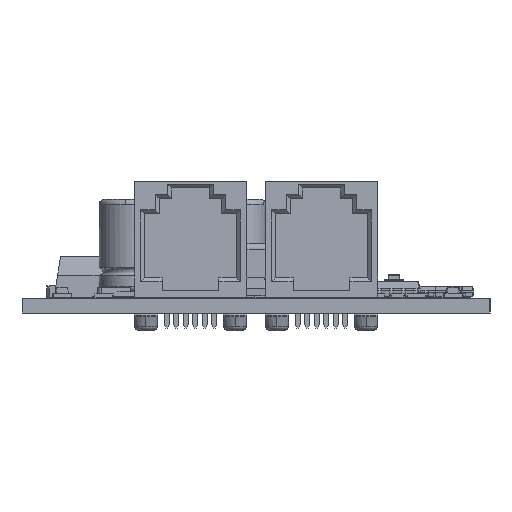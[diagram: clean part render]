
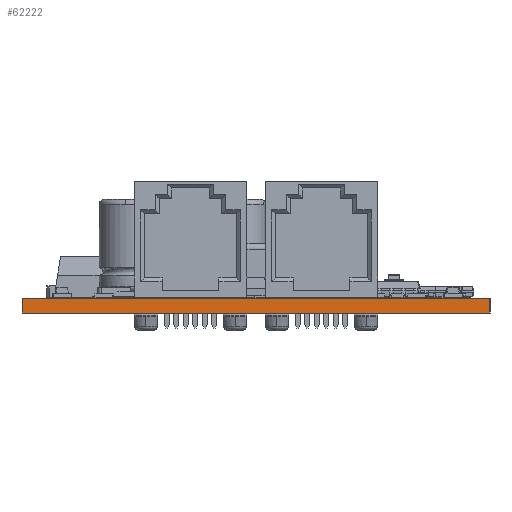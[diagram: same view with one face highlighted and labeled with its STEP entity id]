
A CAD part, left-side view. The second image highlights one B-rep face of the part: STEP entity #62222.
In plain terms, the highlighted planar face has unit normal (-1, 0, 0).
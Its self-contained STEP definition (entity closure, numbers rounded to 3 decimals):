
#62041 = PLANE('',#62042);
#62042 = AXIS2_PLACEMENT_3D('',#62043,#62044,#62045);
#62043 = CARTESIAN_POINT('',(155.,-120.,0.));
#62044 = DIRECTION('',(0.,-1.,0.));
#62045 = DIRECTION('',(-1.,0.,0.));
#62066 = VERTEX_POINT('',#62067);
#62067 = CARTESIAN_POINT('',(30.,-120.,1.58));
#62081 = PLANE('',#62082);
#62082 = AXIS2_PLACEMENT_3D('',#62083,#62084,#62085);
#62083 = CARTESIAN_POINT('',(92.5,-95.,1.58));
#62084 = DIRECTION('',(-0.,-0.,-1.));
#62085 = DIRECTION('',(-1.,0.,0.));
#62093 = EDGE_CURVE('',#62094,#62066,#62096,.T.);
#62094 = VERTEX_POINT('',#62095);
#62095 = CARTESIAN_POINT('',(30.,-120.,0.));
#62096 = SURFACE_CURVE('',#62097,(#62101,#62108),.PCURVE_S1.);
#62097 = LINE('',#62098,#62099);
#62098 = CARTESIAN_POINT('',(30.,-120.,0.));
#62099 = VECTOR('',#62100,1.);
#62100 = DIRECTION('',(0.,0.,1.));
#62101 = PCURVE('',#62041,#62102);
#62102 = DEFINITIONAL_REPRESENTATION('',(#62103),#62107);
#62103 = LINE('',#62104,#62105);
#62104 = CARTESIAN_POINT('',(125.,0.));
#62105 = VECTOR('',#62106,1.);
#62106 = DIRECTION('',(0.,-1.));
#62107 = ( GEOMETRIC_REPRESENTATION_CONTEXT(2) 
PARAMETRIC_REPRESENTATION_CONTEXT() REPRESENTATION_CONTEXT('2D SPACE',''
  ) );
#62108 = PCURVE('',#62109,#62114);
#62109 = PLANE('',#62110);
#62110 = AXIS2_PLACEMENT_3D('',#62111,#62112,#62113);
#62111 = CARTESIAN_POINT('',(30.,-120.,0.));
#62112 = DIRECTION('',(-1.,0.,0.));
#62113 = DIRECTION('',(0.,1.,0.));
#62114 = DEFINITIONAL_REPRESENTATION('',(#62115),#62119);
#62115 = LINE('',#62116,#62117);
#62116 = CARTESIAN_POINT('',(0.,0.));
#62117 = VECTOR('',#62118,1.);
#62118 = DIRECTION('',(0.,-1.));
#62119 = ( GEOMETRIC_REPRESENTATION_CONTEXT(2) 
PARAMETRIC_REPRESENTATION_CONTEXT() REPRESENTATION_CONTEXT('2D SPACE',''
  ) );
#62135 = PLANE('',#62136);
#62136 = AXIS2_PLACEMENT_3D('',#62137,#62138,#62139);
#62137 = CARTESIAN_POINT('',(92.5,-95.,0.));
#62138 = DIRECTION('',(-0.,-0.,-1.));
#62139 = DIRECTION('',(-1.,0.,0.));
#62168 = PLANE('',#62169);
#62169 = AXIS2_PLACEMENT_3D('',#62170,#62171,#62172);
#62170 = CARTESIAN_POINT('',(30.,-70.,0.));
#62171 = DIRECTION('',(0.,1.,0.));
#62172 = DIRECTION('',(1.,0.,0.));
#62222 = ADVANCED_FACE('',(#62223),#62109,.T.);
#62223 = FACE_BOUND('',#62224,.T.);
#62224 = EDGE_LOOP('',(#62225,#62226,#62249,#62272));
#62225 = ORIENTED_EDGE('',*,*,#62093,.T.);
#62226 = ORIENTED_EDGE('',*,*,#62227,.T.);
#62227 = EDGE_CURVE('',#62066,#62228,#62230,.T.);
#62228 = VERTEX_POINT('',#62229);
#62229 = CARTESIAN_POINT('',(30.,-70.,1.58));
#62230 = SURFACE_CURVE('',#62231,(#62235,#62242),.PCURVE_S1.);
#62231 = LINE('',#62232,#62233);
#62232 = CARTESIAN_POINT('',(30.,-120.,1.58));
#62233 = VECTOR('',#62234,1.);
#62234 = DIRECTION('',(0.,1.,0.));
#62235 = PCURVE('',#62109,#62236);
#62236 = DEFINITIONAL_REPRESENTATION('',(#62237),#62241);
#62237 = LINE('',#62238,#62239);
#62238 = CARTESIAN_POINT('',(0.,-1.58));
#62239 = VECTOR('',#62240,1.);
#62240 = DIRECTION('',(1.,0.));
#62241 = ( GEOMETRIC_REPRESENTATION_CONTEXT(2) 
PARAMETRIC_REPRESENTATION_CONTEXT() REPRESENTATION_CONTEXT('2D SPACE',''
  ) );
#62242 = PCURVE('',#62081,#62243);
#62243 = DEFINITIONAL_REPRESENTATION('',(#62244),#62248);
#62244 = LINE('',#62245,#62246);
#62245 = CARTESIAN_POINT('',(62.5,-25.));
#62246 = VECTOR('',#62247,1.);
#62247 = DIRECTION('',(0.,1.));
#62248 = ( GEOMETRIC_REPRESENTATION_CONTEXT(2) 
PARAMETRIC_REPRESENTATION_CONTEXT() REPRESENTATION_CONTEXT('2D SPACE',''
  ) );
#62249 = ORIENTED_EDGE('',*,*,#62250,.F.);
#62250 = EDGE_CURVE('',#62251,#62228,#62253,.T.);
#62251 = VERTEX_POINT('',#62252);
#62252 = CARTESIAN_POINT('',(30.,-70.,0.));
#62253 = SURFACE_CURVE('',#62254,(#62258,#62265),.PCURVE_S1.);
#62254 = LINE('',#62255,#62256);
#62255 = CARTESIAN_POINT('',(30.,-70.,0.));
#62256 = VECTOR('',#62257,1.);
#62257 = DIRECTION('',(0.,0.,1.));
#62258 = PCURVE('',#62109,#62259);
#62259 = DEFINITIONAL_REPRESENTATION('',(#62260),#62264);
#62260 = LINE('',#62261,#62262);
#62261 = CARTESIAN_POINT('',(50.,0.));
#62262 = VECTOR('',#62263,1.);
#62263 = DIRECTION('',(0.,-1.));
#62264 = ( GEOMETRIC_REPRESENTATION_CONTEXT(2) 
PARAMETRIC_REPRESENTATION_CONTEXT() REPRESENTATION_CONTEXT('2D SPACE',''
  ) );
#62265 = PCURVE('',#62168,#62266);
#62266 = DEFINITIONAL_REPRESENTATION('',(#62267),#62271);
#62267 = LINE('',#62268,#62269);
#62268 = CARTESIAN_POINT('',(0.,0.));
#62269 = VECTOR('',#62270,1.);
#62270 = DIRECTION('',(0.,-1.));
#62271 = ( GEOMETRIC_REPRESENTATION_CONTEXT(2) 
PARAMETRIC_REPRESENTATION_CONTEXT() REPRESENTATION_CONTEXT('2D SPACE',''
  ) );
#62272 = ORIENTED_EDGE('',*,*,#62273,.F.);
#62273 = EDGE_CURVE('',#62094,#62251,#62274,.T.);
#62274 = SURFACE_CURVE('',#62275,(#62279,#62286),.PCURVE_S1.);
#62275 = LINE('',#62276,#62277);
#62276 = CARTESIAN_POINT('',(30.,-120.,0.));
#62277 = VECTOR('',#62278,1.);
#62278 = DIRECTION('',(0.,1.,0.));
#62279 = PCURVE('',#62109,#62280);
#62280 = DEFINITIONAL_REPRESENTATION('',(#62281),#62285);
#62281 = LINE('',#62282,#62283);
#62282 = CARTESIAN_POINT('',(0.,0.));
#62283 = VECTOR('',#62284,1.);
#62284 = DIRECTION('',(1.,0.));
#62285 = ( GEOMETRIC_REPRESENTATION_CONTEXT(2) 
PARAMETRIC_REPRESENTATION_CONTEXT() REPRESENTATION_CONTEXT('2D SPACE',''
  ) );
#62286 = PCURVE('',#62135,#62287);
#62287 = DEFINITIONAL_REPRESENTATION('',(#62288),#62292);
#62288 = LINE('',#62289,#62290);
#62289 = CARTESIAN_POINT('',(62.5,-25.));
#62290 = VECTOR('',#62291,1.);
#62291 = DIRECTION('',(0.,1.));
#62292 = ( GEOMETRIC_REPRESENTATION_CONTEXT(2) 
PARAMETRIC_REPRESENTATION_CONTEXT() REPRESENTATION_CONTEXT('2D SPACE',''
  ) );
